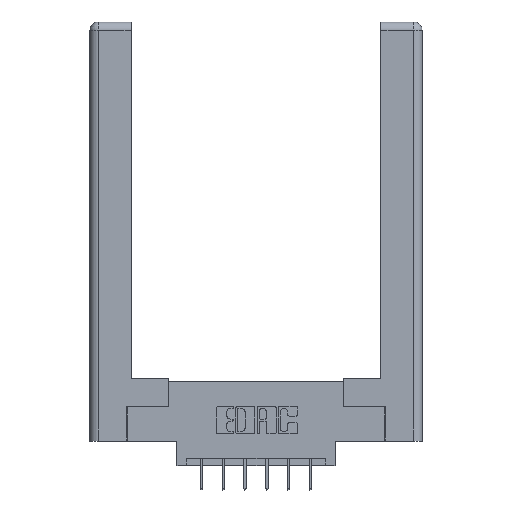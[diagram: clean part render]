
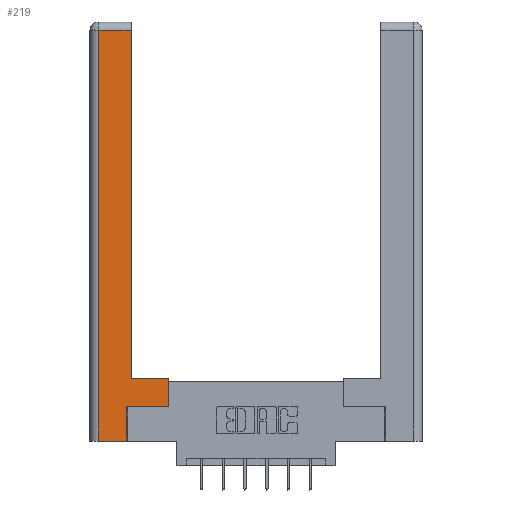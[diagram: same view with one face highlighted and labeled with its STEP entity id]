
A CAD part, top view. The second image highlights one B-rep face of the part: STEP entity #219.
In plain terms, the highlighted planar face has unit normal (0, 0, 1).
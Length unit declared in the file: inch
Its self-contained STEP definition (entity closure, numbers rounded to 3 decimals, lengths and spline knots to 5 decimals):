
#89 = CARTESIAN_POINT ( 'NONE',  ( 0.265, 0.245, 0. ) ) ;
#219 = ADVANCED_FACE ( 'NONE', ( #5437 ), #679, .F. ) ;
#679 = PLANE ( 'NONE',  #2961 ) ;
#707 = VECTOR ( 'NONE', #4665, 39.37008 ) ;
#874 = EDGE_CURVE ( 'NONE', #1376, #2529, #3983, .T. ) ;
#1027 = VECTOR ( 'NONE', #2751, 39.37008 ) ;
#1308 = VECTOR ( 'NONE', #11451, 39.37008 ) ;
#1376 = VERTEX_POINT ( 'NONE', #5983 ) ;
#1585 = CARTESIAN_POINT ( 'NONE',  ( 0., 0., 0. ) ) ;
#1746 = CARTESIAN_POINT ( 'NONE',  ( 0.0615, 2.94, 0. ) ) ;
#1918 = VERTEX_POINT ( 'NONE', #8314 ) ;
#2529 = VERTEX_POINT ( 'NONE', #8059 ) ;
#2702 = LINE ( 'NONE', #9388, #9903 ) ;
#2751 = DIRECTION ( 'NONE',  ( 1., 0., 0. ) ) ;
#2779 = DIRECTION ( 'NONE',  ( -1., 0., 0. ) ) ;
#2804 = ORIENTED_EDGE ( 'NONE', *, *, #10126, .T. ) ;
#2830 = EDGE_CURVE ( 'NONE', #11911, #4730, #8983, .T. ) ;
#2934 = ORIENTED_EDGE ( 'NONE', *, *, #5116, .T. ) ;
#2961 = AXIS2_PLACEMENT_3D ( 'NONE', #1585, #9083, #10021 ) ;
#2990 = VECTOR ( 'NONE', #7230, 39.37008 ) ;
#3035 = VERTEX_POINT ( 'NONE', #10421 ) ;
#3105 = ORIENTED_EDGE ( 'NONE', *, *, #11028, .T. ) ;
#3186 = CARTESIAN_POINT ( 'NONE',  ( 0.0615, 0., 0. ) ) ;
#3357 = LINE ( 'NONE', #9445, #7762 ) ;
#3835 = EDGE_LOOP ( 'NONE', ( #10982, #2804, #4797, #3105, #4479, #2934, #9658, #5232 ) ) ;
#3884 = VECTOR ( 'NONE', #2779, 39.37008 ) ;
#3983 = LINE ( 'NONE', #3186, #707 ) ;
#4479 = ORIENTED_EDGE ( 'NONE', *, *, #11231, .T. ) ;
#4665 = DIRECTION ( 'NONE',  ( 0., -1., 0. ) ) ;
#4730 = VERTEX_POINT ( 'NONE', #8257 ) ;
#4754 = LINE ( 'NONE', #1746, #3884 ) ;
#4797 = ORIENTED_EDGE ( 'NONE', *, *, #874, .T. ) ;
#5116 = EDGE_CURVE ( 'NONE', #8429, #11911, #3357, .T. ) ;
#5232 = ORIENTED_EDGE ( 'NONE', *, *, #7333, .T. ) ;
#5437 = FACE_OUTER_BOUND ( 'NONE', #3835, .T. ) ;
#5550 = CARTESIAN_POINT ( 'NONE',  ( 0.265, 0.245, 0. ) ) ;
#5579 = DIRECTION ( 'NONE',  ( -1., 0., 0. ) ) ;
#5983 = CARTESIAN_POINT ( 'NONE',  ( 0.0615, 2.94, 0. ) ) ;
#6450 = VERTEX_POINT ( 'NONE', #6939 ) ;
#6939 = CARTESIAN_POINT ( 'NONE',  ( 0.295, 2.94, 0. ) ) ;
#7230 = DIRECTION ( 'NONE',  ( 0., 1., 0. ) ) ;
#7333 = EDGE_CURVE ( 'NONE', #4730, #3035, #2702, .T. ) ;
#7562 = DIRECTION ( 'NONE',  ( 1., 0., 0. ) ) ;
#7762 = VECTOR ( 'NONE', #7562, 39.37008 ) ;
#8032 = CARTESIAN_POINT ( 'NONE',  ( 0.565, 0.245, 0. ) ) ;
#8059 = CARTESIAN_POINT ( 'NONE',  ( 0.0615, 0., 0. ) ) ;
#8257 = CARTESIAN_POINT ( 'NONE',  ( 0.565, 0.45, 0. ) ) ;
#8314 = CARTESIAN_POINT ( 'NONE',  ( 0.265, 0., 0. ) ) ;
#8427 = DIRECTION ( 'NONE',  ( 0., 1., 0. ) ) ;
#8429 = VERTEX_POINT ( 'NONE', #5550 ) ;
#8983 = LINE ( 'NONE', #11482, #10154 ) ;
#9083 = DIRECTION ( 'NONE',  ( 0., 0., -1. ) ) ;
#9388 = CARTESIAN_POINT ( 'NONE',  ( 0.295, 0.45, 0. ) ) ;
#9445 = CARTESIAN_POINT ( 'NONE',  ( 0.565, 0.245, 0. ) ) ;
#9658 = ORIENTED_EDGE ( 'NONE', *, *, #2830, .T. ) ;
#9739 = LINE ( 'NONE', #11981, #2990 ) ;
#9903 = VECTOR ( 'NONE', #5579, 39.37008 ) ;
#10021 = DIRECTION ( 'NONE',  ( -1., 0., 0. ) ) ;
#10126 = EDGE_CURVE ( 'NONE', #6450, #1376, #4754, .T. ) ;
#10154 = VECTOR ( 'NONE', #8427, 39.37008 ) ;
#10232 = CARTESIAN_POINT ( 'NONE',  ( 0.265, 0., 0. ) ) ;
#10421 = CARTESIAN_POINT ( 'NONE',  ( 0.295, 0.45, 0. ) ) ;
#10550 = EDGE_CURVE ( 'NONE', #3035, #6450, #9739, .T. ) ;
#10596 = LINE ( 'NONE', #89, #1308 ) ;
#10982 = ORIENTED_EDGE ( 'NONE', *, *, #10550, .T. ) ;
#11028 = EDGE_CURVE ( 'NONE', #2529, #1918, #11770, .T. ) ;
#11231 = EDGE_CURVE ( 'NONE', #1918, #8429, #10596, .T. ) ;
#11451 = DIRECTION ( 'NONE',  ( 0., 1., 0. ) ) ;
#11482 = CARTESIAN_POINT ( 'NONE',  ( 0.565, 0.45, 0. ) ) ;
#11770 = LINE ( 'NONE', #10232, #1027 ) ;
#11911 = VERTEX_POINT ( 'NONE', #8032 ) ;
#11981 = CARTESIAN_POINT ( 'NONE',  ( 0.295, 3., 0. ) ) ;
